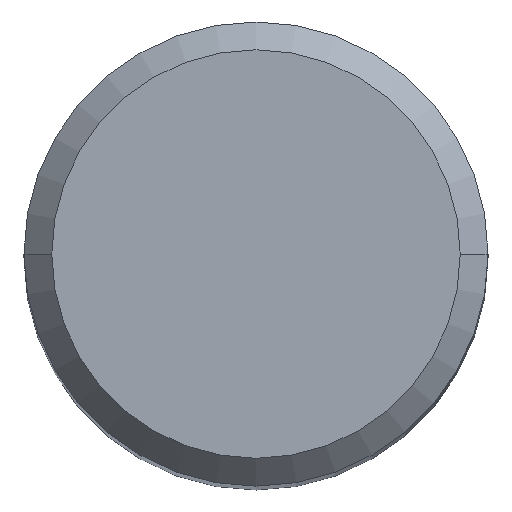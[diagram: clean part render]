
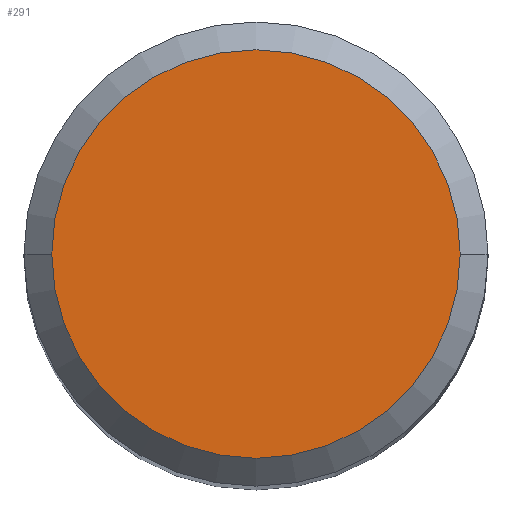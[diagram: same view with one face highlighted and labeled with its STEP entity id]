
A CAD part, top view. The second image highlights one B-rep face of the part: STEP entity #291.
In plain terms, the highlighted planar face has unit normal (0, 0, 1).
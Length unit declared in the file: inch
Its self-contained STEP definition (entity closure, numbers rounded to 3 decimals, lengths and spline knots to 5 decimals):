
#1 = CARTESIAN_POINT ( 'NONE',  ( 0., 0., 2. ) ) ;
#3 = DIRECTION ( 'NONE',  ( 0., 0., 1. ) ) ;
#14 = CARTESIAN_POINT ( 'NONE',  ( 0.11, 0., 2. ) ) ;
#49 = DIRECTION ( 'NONE',  ( 1., 0., 0. ) ) ;
#50 = AXIS2_PLACEMENT_3D ( 'NONE', #132, #270, #292 ) ;
#56 = CARTESIAN_POINT ( 'NONE',  ( 0., 0., 2. ) ) ;
#78 = DIRECTION ( 'NONE',  ( 0., 0., 1. ) ) ;
#89 = EDGE_CURVE ( 'NONE', #204, #205, #117, .T. ) ;
#114 = EDGE_LOOP ( 'NONE', ( #232, #258 ) ) ;
#117 = CIRCLE ( 'NONE', #128, 0.11 ) ;
#128 = AXIS2_PLACEMENT_3D ( 'NONE', #56, #78, #49 ) ;
#132 = CARTESIAN_POINT ( 'NONE',  ( 0., 0., 2. ) ) ;
#169 = EDGE_CURVE ( 'NONE', #205, #204, #261, .T. ) ;
#179 = DIRECTION ( 'NONE',  ( 1., 0., 0. ) ) ;
#189 = AXIS2_PLACEMENT_3D ( 'NONE', #1, #3, #179 ) ;
#192 = CARTESIAN_POINT ( 'NONE',  ( -0.11, 0., 2. ) ) ;
#204 = VERTEX_POINT ( 'NONE', #14 ) ;
#205 = VERTEX_POINT ( 'NONE', #192 ) ;
#223 = FACE_OUTER_BOUND ( 'NONE', #114, .T. ) ;
#226 = PLANE ( 'NONE',  #189 ) ;
#232 = ORIENTED_EDGE ( 'NONE', *, *, #169, .T. ) ;
#258 = ORIENTED_EDGE ( 'NONE', *, *, #89, .T. ) ;
#261 = CIRCLE ( 'NONE', #50, 0.11 ) ;
#270 = DIRECTION ( 'NONE',  ( 0., 0., 1. ) ) ;
#291 = ADVANCED_FACE ( 'NONE', ( #223 ), #226, .T. ) ;
#292 = DIRECTION ( 'NONE',  ( 1., 0., 0. ) ) ;
